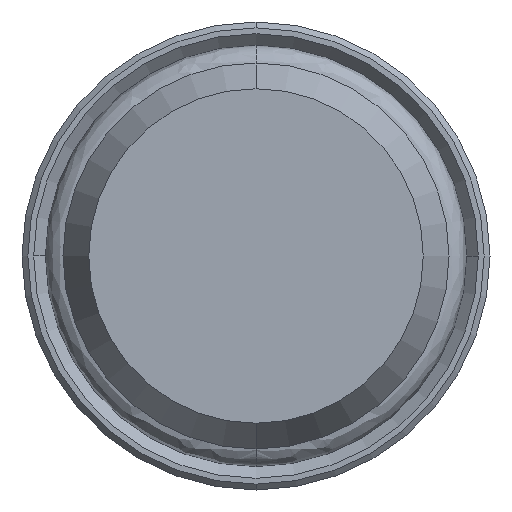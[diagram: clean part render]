
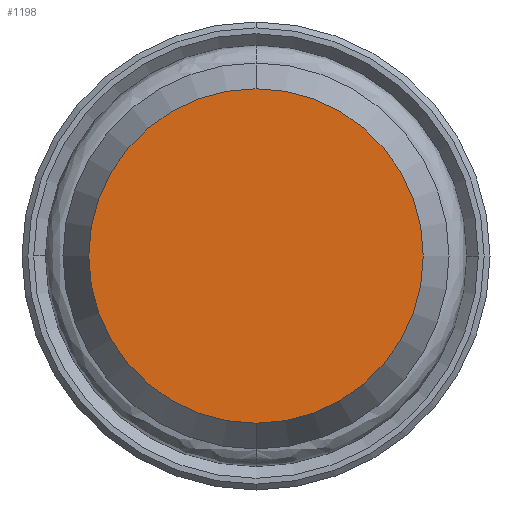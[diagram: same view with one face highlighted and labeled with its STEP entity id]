
A CAD part, front view. The second image highlights one B-rep face of the part: STEP entity #1198.
In plain terms, the highlighted planar face has unit normal (0, -1, 0).
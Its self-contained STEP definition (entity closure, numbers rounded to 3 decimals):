
#66 = DIRECTION ( 'NONE',  ( 0., 0., 1. ) ) ;
#162 = AXIS2_PLACEMENT_3D ( 'NONE', #696, #1617, #367 ) ;
#367 = DIRECTION ( 'NONE',  ( 0., 0., 1. ) ) ;
#541 = VERTEX_POINT ( 'NONE', #1831 ) ;
#600 = CARTESIAN_POINT ( 'NONE',  ( 0., 0., 0. ) ) ;
#656 = AXIS2_PLACEMENT_3D ( 'NONE', #600, #1510, #66 ) ;
#696 = CARTESIAN_POINT ( 'NONE',  ( 0., 0., 0. ) ) ;
#818 = EDGE_LOOP ( 'NONE', ( #1971, #1009 ) ) ;
#943 = AXIS2_PLACEMENT_3D ( 'NONE', #1141, #2045, #2250 ) ;
#1009 = ORIENTED_EDGE ( 'NONE', *, *, #1956, .T. ) ;
#1033 = CIRCLE ( 'NONE', #656, 7.147 ) ;
#1097 = EDGE_CURVE ( 'NONE', #1834, #541, #1033, .T. ) ;
#1141 = CARTESIAN_POINT ( 'NONE',  ( -7.233, 0., 7.233 ) ) ;
#1198 = ADVANCED_FACE ( 'NONE', ( #1468 ), #2058, .T. ) ;
#1398 = CARTESIAN_POINT ( 'NONE',  ( 0., 0., 7.147 ) ) ;
#1468 = FACE_OUTER_BOUND ( 'NONE', #818, .T. ) ;
#1510 = DIRECTION ( 'NONE',  ( 0., -1., 0. ) ) ;
#1578 = CIRCLE ( 'NONE', #162, 7.147 ) ;
#1617 = DIRECTION ( 'NONE',  ( 0., -1., 0. ) ) ;
#1831 = CARTESIAN_POINT ( 'NONE',  ( 0., 0., -7.147 ) ) ;
#1834 = VERTEX_POINT ( 'NONE', #1398 ) ;
#1956 = EDGE_CURVE ( 'NONE', #541, #1834, #1578, .T. ) ;
#1971 = ORIENTED_EDGE ( 'NONE', *, *, #1097, .T. ) ;
#2045 = DIRECTION ( 'NONE',  ( 0., -1., 0. ) ) ;
#2058 = PLANE ( 'NONE',  #943 ) ;
#2250 = DIRECTION ( 'NONE',  ( 0., 0., -1. ) ) ;
